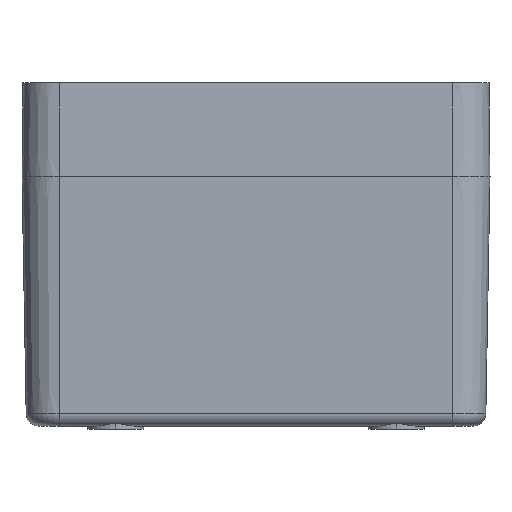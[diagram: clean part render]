
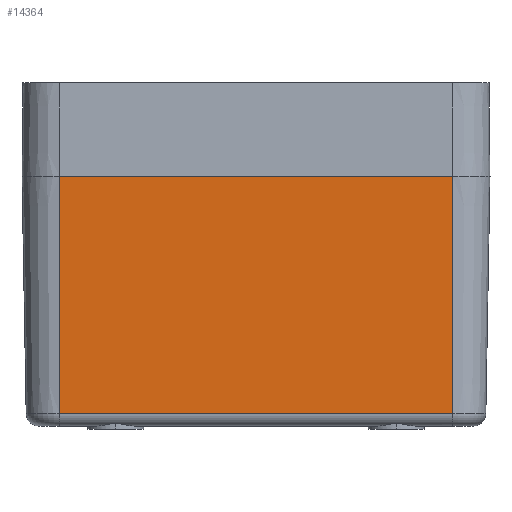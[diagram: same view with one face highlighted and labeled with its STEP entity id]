
A CAD part, left-side view. The second image highlights one B-rep face of the part: STEP entity #14364.
In plain terms, the highlighted planar face has unit normal (-1, 0, -0.018).
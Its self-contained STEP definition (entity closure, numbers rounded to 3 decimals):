
#14344=AXIS2_PLACEMENT_3D('Plane Axis2P3D',#14341,#14342,#14343) ;
#14004=CARTESIAN_POINT('Vertex',(0.664,6.,2.465)) ;
#14007=CARTESIAN_POINT('Line Origine',(0.664,37.5,2.465)) ;
#14011=CARTESIAN_POINT('Vertex',(0.664,69.,2.465)) ;
#14321=CARTESIAN_POINT('Line Origine',(-8723.203,69.,499792.478)) ;
#14325=CARTESIAN_POINT('Vertex',(0.,69.,40.5)) ;
#14341=CARTESIAN_POINT('Axis2P3D Location',(0.,37.5,40.5)) ;
#14346=CARTESIAN_POINT('Line Origine',(0.332,6.,21.483)) ;
#14350=CARTESIAN_POINT('Vertex',(0.,6.,40.5)) ;
#14353=CARTESIAN_POINT('Line Origine',(0.,37.5,40.5)) ;
#14008=DIRECTION('Vector Direction',(0.,1.,0.)) ;
#14322=DIRECTION('Vector Direction',(-0.017,0.,1.)) ;
#14342=DIRECTION('Axis2P3D Direction',(1.,0.,0.017)) ;
#14343=DIRECTION('Axis2P3D XDirection',(0.,1.,0.)) ;
#14347=DIRECTION('Vector Direction',(-0.017,0.,1.)) ;
#14354=DIRECTION('Vector Direction',(0.,1.,0.)) ;
#14009=VECTOR('Line Direction',#14008,1.) ;
#14323=VECTOR('Line Direction',#14322,1.) ;
#14348=VECTOR('Line Direction',#14347,1.) ;
#14355=VECTOR('Line Direction',#14354,1.) ;
#14359=ORIENTED_EDGE('',*,*,#14013,.F.) ;
#14360=ORIENTED_EDGE('',*,*,#14352,.F.) ;
#14361=ORIENTED_EDGE('',*,*,#14357,.F.) ;
#14362=ORIENTED_EDGE('',*,*,#14327,.T.) ;
#14364=ADVANCED_FACE('Body',(#14363),#14345,.F.) ;
#14013=EDGE_CURVE('',#14005,#14012,#14010,.T.) ;
#14327=EDGE_CURVE('',#14326,#14012,#14324,.F.) ;
#14352=EDGE_CURVE('',#14351,#14005,#14349,.F.) ;
#14357=EDGE_CURVE('',#14326,#14351,#14356,.F.) ;
#14358=EDGE_LOOP('',(#14359,#14360,#14361,#14362)) ;
#14363=FACE_OUTER_BOUND('',#14358,.T.) ;
#14010=LINE('Line',#14007,#14009) ;
#14324=LINE('Line',#14321,#14323) ;
#14349=LINE('Line',#14346,#14348) ;
#14356=LINE('Line',#14353,#14355) ;
#14345=PLANE('',#14344) ;
#14005=VERTEX_POINT('',#14004) ;
#14012=VERTEX_POINT('',#14011) ;
#14326=VERTEX_POINT('',#14325) ;
#14351=VERTEX_POINT('',#14350) ;
